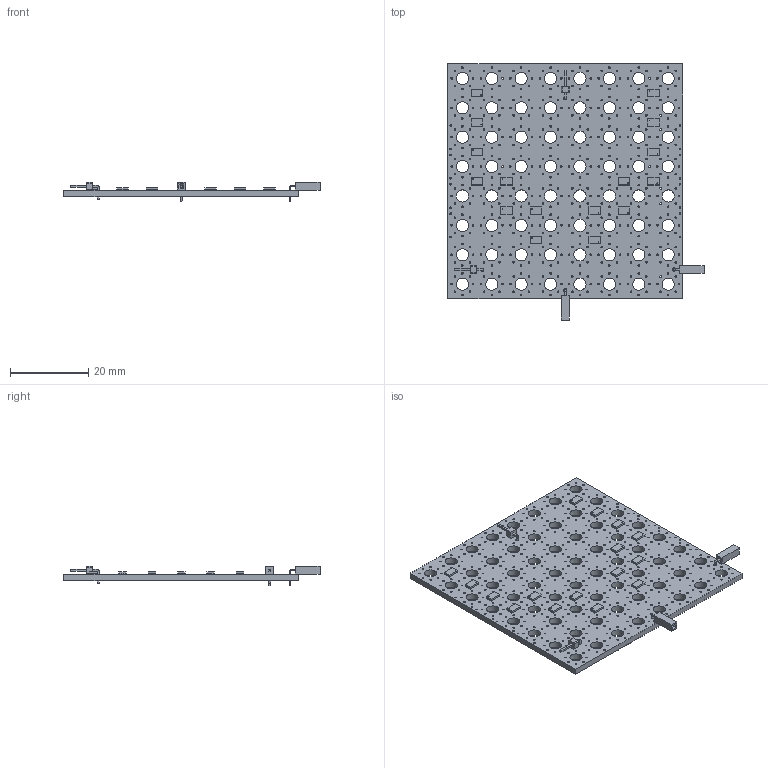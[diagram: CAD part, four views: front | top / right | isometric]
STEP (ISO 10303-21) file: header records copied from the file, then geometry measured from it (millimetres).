
FILE_DESCRIPTION(('KiCad electronic assembly'),'2;1');
FILE_NAME('TacTile-A.step','2023-08-14T10:17:28',('Pcbnew'),('Kicad'), 'Open CASCADE STEP processor 7.6','KiCad to STEP converter','Unknown' );
FILE_SCHEMA(('AUTOMOTIVE_DESIGN { 1 0 10303 214 1 1 1 1 }'));
Length unit declared in the file: millimetre
Products named in the file (8): TacTile-A 1; WDFN-8-1EP_3x2mm_P0.5mm_EP1.3x1.4mm; SOLID; PinSocket_1x01_P2.00mm_Horizontal; PinHeader_1x01_P2.00mm_Horizontal; PCB
Assembly tree (24 placements, depth 3):
  TacTile-A 1
    WDFN-8-1EP_3x2mm_P0.5mm_EP1.3x1.4mm  x16
      SOLID
    PinSocket_1x01_P2.00mm_Horizontal  x2
      SOLID
    PinHeader_1x01_P2.00mm_Horizontal  x2
      SOLID
    PCB
Bounding box: 65.37 x 65.37 x 4.9 mm (x, y, z)
Volume: 4908.6 mm3; surface area: 9013.5 mm2
Topology: 21 solids, 21 shells, 1746 faces, 4962 edges, 3300 vertices
Faces by surface type: plane 1128, cylinder 618
Full cylindrical faces by diameter (mm): 0.2 x16, 0.4 x528, 0.8 x4, 3.1 x64
Entity records: 60517 total; most frequent: CARTESIAN_POINT 15862, DIRECTION 8024, ORIENTED_EDGE 4326, PCURVE 4326, DEFINITIONAL_REPRESENTATION 4326, LINE 4089, VECTOR 4089, EDGE_CURVE 2163
